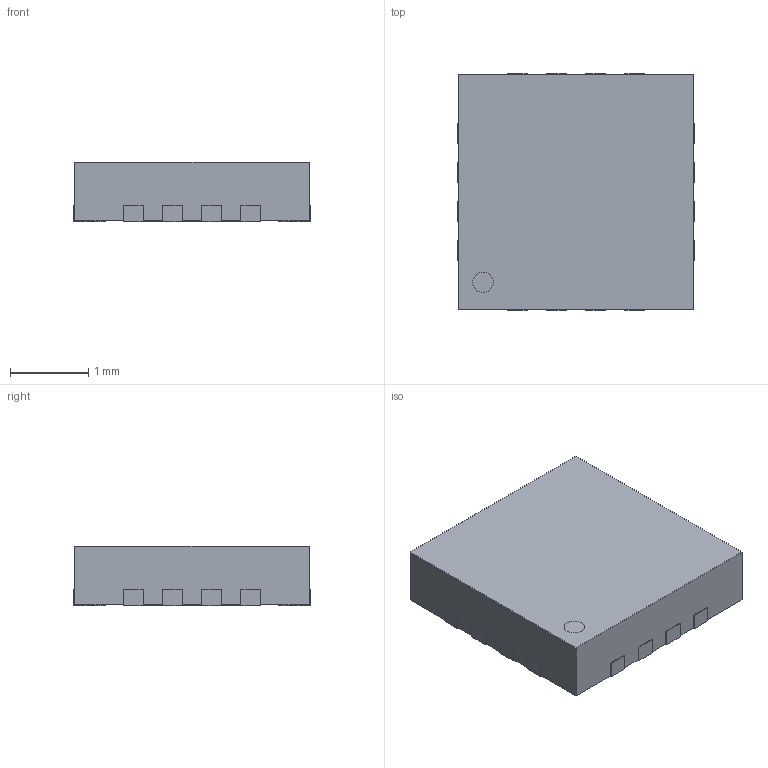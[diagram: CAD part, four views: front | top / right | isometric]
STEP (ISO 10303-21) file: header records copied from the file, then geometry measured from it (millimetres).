
FILE_DESCRIPTION (( 'STEP AP214' ), '1' );
FILE_NAME ('TQFN-16_L3.0-W3.0-P0.50-BL-EP1.5.STEP', '2022-06-05T02:19:34', ( '' ), ( '' ), 'SwSTEP 2.0', 'SolidWorks 2020', '' );
FILE_SCHEMA (( 'AUTOMOTIVE_DESIGN' ));
Length unit declared in the file: millimetre
Products named in the file (1): TQFN-16_L3.0-W3.0-P0.50-BL-EP1.5
Bounding box: 3.02 x 3.02 x 0.76 mm (x, y, z)
Volume: 6.8 mm3; surface area: 27.4 mm2
Topology: 1 solids, 1 shells, 174 faces, 489 edges, 326 vertices
Faces by surface type: plane 138, cylinder 22, bspline 14
Entity records: 8185 total; most frequent: CARTESIAN_POINT 1788, ORIENTED_EDGE 978, DIRECTION 827, EDGE_CURVE 489, LINE 417, VECTOR 417, VERTEX_POINT 326, AXIS2_PLACEMENT_3D 205
